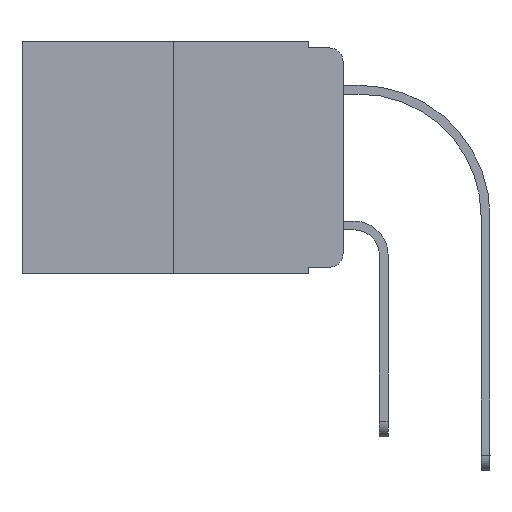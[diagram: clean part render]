
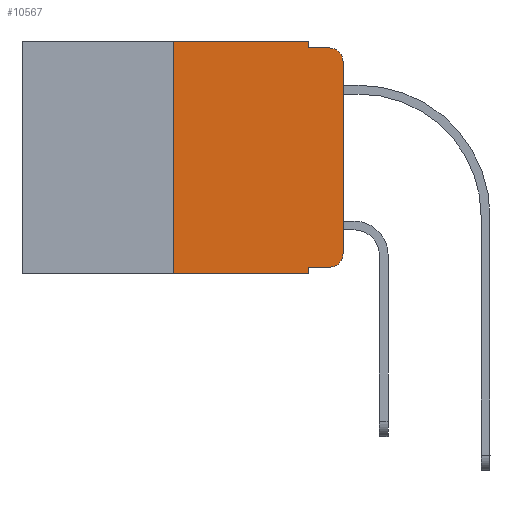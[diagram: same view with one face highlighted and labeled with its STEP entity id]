
A CAD part, left-side view. The second image highlights one B-rep face of the part: STEP entity #10567.
In plain terms, the highlighted planar face has unit normal (-1, 0, 0).
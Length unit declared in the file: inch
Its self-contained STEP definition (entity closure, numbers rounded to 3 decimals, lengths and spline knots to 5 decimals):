
#36 = CARTESIAN_POINT ( 'NONE',  ( 0., 0.25, 0. ) ) ;
#645 = PLANE ( 'NONE',  #13882 ) ;
#951 = VERTEX_POINT ( 'NONE', #12608 ) ;
#1061 = DIRECTION ( 'NONE',  ( 0., 0., -1. ) ) ;
#1357 = CARTESIAN_POINT ( 'NONE',  ( 0., 0.02, -0.03 ) ) ;
#1431 = ORIENTED_EDGE ( 'NONE', *, *, #7757, .F. ) ;
#1499 = LINE ( 'NONE', #11390, #12961 ) ;
#1508 = VERTEX_POINT ( 'NONE', #4150 ) ;
#1542 = VERTEX_POINT ( 'NONE', #8529 ) ;
#1681 = LINE ( 'NONE', #5121, #10455 ) ;
#1723 = LINE ( 'NONE', #10202, #5504 ) ;
#2346 = LINE ( 'NONE', #5577, #10023 ) ;
#2388 = EDGE_CURVE ( 'NONE', #13306, #951, #2346, .T. ) ;
#2392 = VECTOR ( 'NONE', #12889, 39.37008 ) ;
#2415 = EDGE_CURVE ( 'NONE', #1508, #9644, #4364, .T. ) ;
#2532 = EDGE_CURVE ( 'NONE', #7936, #9179, #1499, .T. ) ;
#2672 = VERTEX_POINT ( 'NONE', #12859 ) ;
#2804 = EDGE_CURVE ( 'NONE', #9179, #9644, #6615, .T. ) ;
#2947 = CARTESIAN_POINT ( 'NONE',  ( 0., 0.473, 0. ) ) ;
#3328 = DIRECTION ( 'NONE',  ( -1., 0., 0. ) ) ;
#4037 = ORIENTED_EDGE ( 'NONE', *, *, #12316, .F. ) ;
#4150 = CARTESIAN_POINT ( 'NONE',  ( 0., 0., -0.03 ) ) ;
#4256 = CARTESIAN_POINT ( 'NONE',  ( 0., 0.051, -0.01 ) ) ;
#4336 = ORIENTED_EDGE ( 'NONE', *, *, #8235, .T. ) ;
#4364 = CIRCLE ( 'NONE', #9791, 0.02 ) ;
#4442 = DIRECTION ( 'NONE',  ( 0., -1., 0. ) ) ;
#5121 = CARTESIAN_POINT ( 'NONE',  ( 0., 0.473, -0.343 ) ) ;
#5172 = LINE ( 'NONE', #13743, #2392 ) ;
#5258 = VECTOR ( 'NONE', #6670, 39.37008 ) ;
#5446 = VERTEX_POINT ( 'NONE', #36 ) ;
#5475 = ORIENTED_EDGE ( 'NONE', *, *, #13517, .T. ) ;
#5504 = VECTOR ( 'NONE', #8000, 39.37008 ) ;
#5577 = CARTESIAN_POINT ( 'NONE',  ( 0., 0.051, -0.333 ) ) ;
#5788 = DIRECTION ( 'NONE',  ( 0., 0., -1. ) ) ;
#6105 = VERTEX_POINT ( 'NONE', #8173 ) ;
#6254 = DIRECTION ( 'NONE',  ( 0., 0., -1. ) ) ;
#6615 = LINE ( 'NONE', #8594, #13771 ) ;
#6670 = DIRECTION ( 'NONE',  ( 0., 0., 1. ) ) ;
#6910 = ORIENTED_EDGE ( 'NONE', *, *, #2388, .T. ) ;
#7305 = LINE ( 'NONE', #11357, #7601 ) ;
#7601 = VECTOR ( 'NONE', #12569, 39.37008 ) ;
#7726 = ORIENTED_EDGE ( 'NONE', *, *, #9253, .F. ) ;
#7733 = CARTESIAN_POINT ( 'NONE',  ( 0., 0.25, 0. ) ) ;
#7757 = EDGE_CURVE ( 'NONE', #1542, #5446, #13120, .T. ) ;
#7936 = VERTEX_POINT ( 'NONE', #8357 ) ;
#8000 = DIRECTION ( 'NONE',  ( 0., 0., 1. ) ) ;
#8173 = CARTESIAN_POINT ( 'NONE',  ( 0., 0., -0.313 ) ) ;
#8235 = EDGE_CURVE ( 'NONE', #6105, #1508, #1723, .T. ) ;
#8273 = CIRCLE ( 'NONE', #13695, 0.02 ) ;
#8357 = CARTESIAN_POINT ( 'NONE',  ( 0., 0.051, 0. ) ) ;
#8529 = CARTESIAN_POINT ( 'NONE',  ( 0., 0.25, -0.343 ) ) ;
#8594 = CARTESIAN_POINT ( 'NONE',  ( 0., 0.051, -0.01 ) ) ;
#8908 = DIRECTION ( 'NONE',  ( 0., -1., 0. ) ) ;
#9179 = VERTEX_POINT ( 'NONE', #4256 ) ;
#9253 = EDGE_CURVE ( 'NONE', #5446, #7936, #5172, .T. ) ;
#9267 = ORIENTED_EDGE ( 'NONE', *, *, #2415, .T. ) ;
#9644 = VERTEX_POINT ( 'NONE', #13727 ) ;
#9791 = AXIS2_PLACEMENT_3D ( 'NONE', #1357, #3328, #13226 ) ;
#10023 = VECTOR ( 'NONE', #8908, 39.37008 ) ;
#10202 = CARTESIAN_POINT ( 'NONE',  ( 0., 0., 0. ) ) ;
#10455 = VECTOR ( 'NONE', #11504, 39.37008 ) ;
#10521 = FACE_OUTER_BOUND ( 'NONE', #13320, .T. ) ;
#10567 = ADVANCED_FACE ( 'NONE', ( #10521 ), #645, .F. ) ;
#10656 = DIRECTION ( 'NONE',  ( -1., 0., 0. ) ) ;
#10806 = CARTESIAN_POINT ( 'NONE',  ( 0., 0.02, -0.313 ) ) ;
#11357 = CARTESIAN_POINT ( 'NONE',  ( 0., 0.051, 0. ) ) ;
#11390 = CARTESIAN_POINT ( 'NONE',  ( 0., 0.051, 0. ) ) ;
#11504 = DIRECTION ( 'NONE',  ( 0., -1., 0. ) ) ;
#11630 = ORIENTED_EDGE ( 'NONE', *, *, #2804, .F. ) ;
#11746 = ORIENTED_EDGE ( 'NONE', *, *, #12065, .T. ) ;
#12065 = EDGE_CURVE ( 'NONE', #951, #6105, #8273, .T. ) ;
#12085 = CARTESIAN_POINT ( 'NONE',  ( 0., 0.051, -0.333 ) ) ;
#12316 = EDGE_CURVE ( 'NONE', #13306, #2672, #7305, .T. ) ;
#12569 = DIRECTION ( 'NONE',  ( 0., 0., -1. ) ) ;
#12608 = CARTESIAN_POINT ( 'NONE',  ( 0., 0.02, -0.333 ) ) ;
#12859 = CARTESIAN_POINT ( 'NONE',  ( 0., 0.051, -0.343 ) ) ;
#12889 = DIRECTION ( 'NONE',  ( 0., -1., 0. ) ) ;
#12961 = VECTOR ( 'NONE', #5788, 39.37008 ) ;
#13120 = LINE ( 'NONE', #7733, #5258 ) ;
#13226 = DIRECTION ( 'NONE',  ( 0., 0., -1. ) ) ;
#13306 = VERTEX_POINT ( 'NONE', #12085 ) ;
#13320 = EDGE_LOOP ( 'NONE', ( #4336, #9267, #11630, #13579, #7726, #1431, #5475, #4037, #6910, #11746 ) ) ;
#13488 = DIRECTION ( 'NONE',  ( 1., 0., 0. ) ) ;
#13517 = EDGE_CURVE ( 'NONE', #1542, #2672, #1681, .T. ) ;
#13579 = ORIENTED_EDGE ( 'NONE', *, *, #2532, .F. ) ;
#13695 = AXIS2_PLACEMENT_3D ( 'NONE', #10806, #10656, #1061 ) ;
#13727 = CARTESIAN_POINT ( 'NONE',  ( 0., 0.02, -0.01 ) ) ;
#13743 = CARTESIAN_POINT ( 'NONE',  ( 0., 0.473, 0. ) ) ;
#13771 = VECTOR ( 'NONE', #4442, 39.37008 ) ;
#13882 = AXIS2_PLACEMENT_3D ( 'NONE', #2947, #13488, #6254 ) ;
